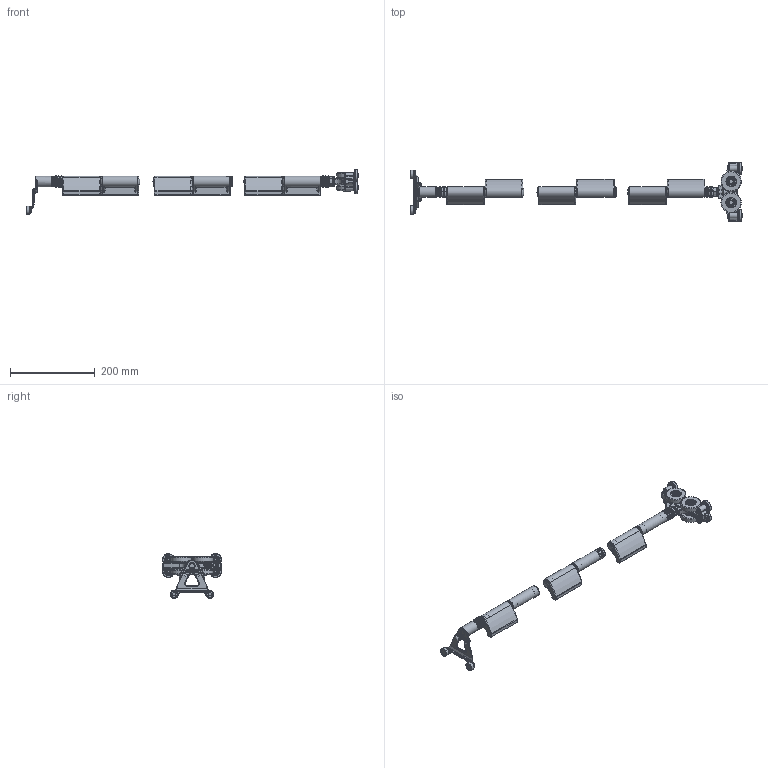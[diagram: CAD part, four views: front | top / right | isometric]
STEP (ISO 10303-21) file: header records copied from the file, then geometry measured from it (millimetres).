
FILE_DESCRIPTION(/* description */ (''),/* implementation_level */ '2;1');
FILE_NAME(/* name */ 'GJ10530IH.stp',/* time_stamp */ '2019-08-05T16:24:05+02:00',/* author */ ('DOMINIQUE'),/* organization */ (''),/* preprocessor_version */ 'ST-DEVELOPER v17.2',/* originating_system */ 'Autodesk Inventor 2019',/* authorisation */ '');
FILE_SCHEMA (('AUTOMOTIVE_DESIGN { 1 0 10303 214 3 1 1 }'));
Products named in the file (34): GJ10530IH; 22832assemblée; mont150KG_25-112; GALB48N; 17129; 09118; DIN 625 T1 - 6001 - 12 x 28 x 8; 09118-JOUE; 22251; 06046; 23242; GALB28N; 18038; 09071; 22520 pour FMF150; 22873a; 22839assemblée; Nut GB 817 B M12; DIN 912 - M14 x 140; 1117; 22839 ind.a; 22877; 22880; 22873consul101115; 09054; 1514GJOSO; 22845; 22854_C; Rondelle Pom Ø20; 09069; Screw GB/T 2171.2 M10 x 16; 22876; 22871; 22875
Assembly tree (61 placements, depth 5):
  GJ10530IH
    22832assemblée
      mont150KG_25-112
      GALB28N  x4
        18038
        09071
      GALB48N  x4
        17129
        09118
          DIN 625 T1 - 6001 - 12 x 28 x 8
          09118-JOUE  x2
      22520 pour FMF150  x4
      22251  x2
      06046
      Rondelle Pom Ø20
      DIN 912 - M14 x 140
      23242  x2
      22854_C  x2
      22875
      22873a
      22871
      09054
    22839assemblée
      Nut GB 817 B M12
      Rondelle Pom Ø20
      DIN 912 - M14 x 140
      22854_C  x2
      22875
      1117
        22839 ind.a
        22877  x2
        22880  x2
      22873consul101115
      22871
      09054
    1514GJOSO
      22845
      Rondelle Pom Ø20  x2
      22854_C  x2
      09069
      Screw GB/T 2171.2 M10 x 16
      22876
      22871
      22875
Bounding box: 782.1 x 141 x 105.6 mm (x, y, z)
Volume: 666090.8 mm3; surface area: 297440.7 mm2
Topology: 104 solids, 104 shells, 2503 faces, 6618 edges, 4253 vertices
Faces by surface type: cylinder 743, plane 694, torus 551, bspline 369, sphere 106, cone 40
Full cylindrical faces by diameter (mm): 2.4 x1, 4 x8, 5.8 x4, 6.9 x3, 7 x4, 7.05 x4, 7.9 x10, 8.1 x2, 8.376 x1, 8.5 x3, 9.5 x2, 10 x5, 10.5 x1, 10.84 x16, 11.835 x4, 11.9 x4, 12 x5, 12.05 x2, 13.4 x5, 13.5 x1, 14 x8, 14.1 x6, 14.4 x7, 15 x2, 15.135 x8, 15.16 x8, 15.2 x2, 15.6 x4, 16 x3, 17.216 x16
Entity records: 61697 total; most frequent: CARTESIAN_POINT 23143, ORIENTED_EDGE 8052, DIRECTION 7604, EDGE_CURVE 4026, AXIS2_PLACEMENT_3D 3221, VERTEX_POINT 2629, CIRCLE 1785, EDGE_LOOP 1680
